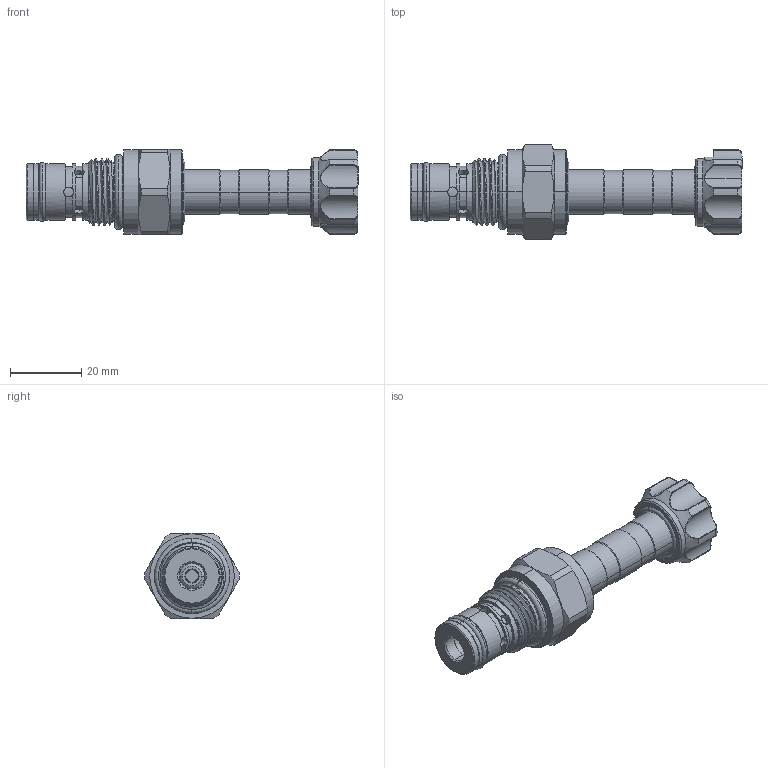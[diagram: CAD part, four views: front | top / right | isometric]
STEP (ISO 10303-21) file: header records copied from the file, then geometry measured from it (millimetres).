
FILE_DESCRIPTION (( 'STEP AP203' ), '1' );
FILE_NAME ('EP19E2A05N05.STEP', '2020-03-30T06:10:29', ( '' ), ( '' ), 'SwSTEP 2.0', 'SolidWorks 2018', '' );
FILE_SCHEMA (( 'CONFIG_CONTROL_DESIGN' ));
Length unit declared in the file: millimetre
Products named in the file (1): EP19E2A05N05
Bounding box: 93.5 x 26.66 x 24 mm (x, y, z)
Volume: 22350.7 mm3; surface area: 8473.4 mm2
Topology: 4 solids, 4 shells, 285 faces, 709 edges, 440 vertices
Faces by surface type: cylinder 134, plane 42, cone 36, bspline 36, torus 35, sphere 2
Entity records: 14533 total; most frequent: CARTESIAN_POINT 8020, ORIENTED_EDGE 1414, DIRECTION 1291, EDGE_CURVE 707, AXIS2_PLACEMENT_3D 550, VERTEX_POINT 440, EDGE_LOOP 303, CIRCLE 300
